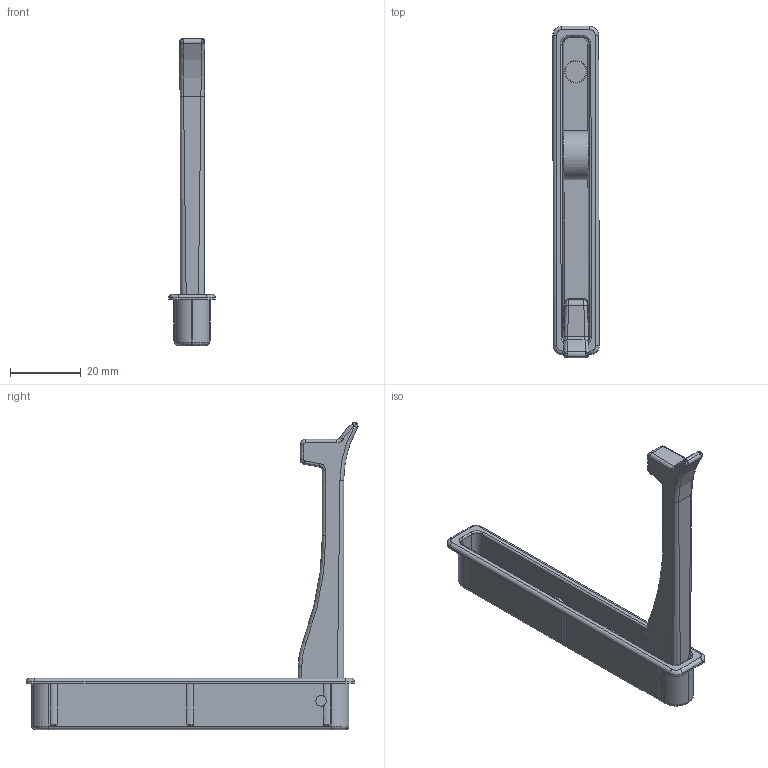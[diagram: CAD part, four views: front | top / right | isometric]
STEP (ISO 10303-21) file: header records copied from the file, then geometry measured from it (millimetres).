
FILE_DESCRIPTION(('Creo Elements/Direct Modeling STEP Export'),'2;1');
FILE_NAME('2227-93.stp','2018-02-19T14:56:46',(''),(''),'Creo Elements/Direct Modeling STEP processor for AP214 (Solid Model)','Creo Elements/Direct Modeling 20.0 12-Nov-2016 (C) Parametric Technology GmbH','');
FILE_SCHEMA(('AUTOMOTIVE_DESIGN { 1 0 10303 214 1 1 1 1 }'));
Length unit declared in the file: millimetre
Products named in the file (6): Stahlscheibe.01; Haken.01.01.01; Aussenteil.01.01.01.01; Dorn; Magnet; Haken_gesamt.01.01
Assembly tree (5 placements, depth 2):
  Haken_gesamt.01.01
    Magnet
    Dorn
    Aussenteil.01.01.01.01
    Haken.01.01.01
    Stahlscheibe.01
Bounding box: 13.15 x 94.04 x 86.98 mm (x, y, z)
Volume: 10002.1 mm3; surface area: 10245.4 mm2
Topology: 5 solids, 5 shells, 189 faces, 469 edges, 290 vertices
Faces by surface type: cylinder 63, plane 51, bspline 41, torus 16, extrusion 13, cone 5
Entity records: 9906 total; most frequent: CARTESIAN_POINT 5811, ORIENTED_EDGE 934, DIRECTION 666, EDGE_CURVE 467, VERTEX_POINT 290, AXIS2_PLACEMENT_3D 236, EDGE_LOOP 197, VECTOR 194
